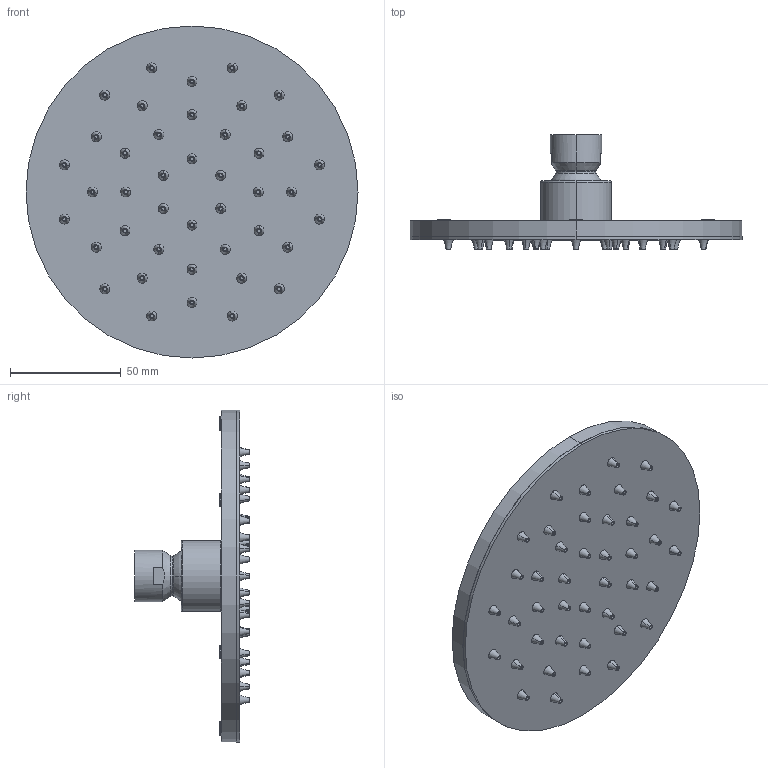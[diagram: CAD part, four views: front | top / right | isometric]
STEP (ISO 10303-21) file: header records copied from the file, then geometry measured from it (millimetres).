
FILE_DESCRIPTION((''),'2;1');
FILE_NAME('ZSOF092CR','2021-11-22T13:35:55',('ut3'),('PAFFONI SpA'),'CREO PARAMETRIC BY PTC INC, 2020044','CREO PARAMETRIC BY PTC INC, 2020044','');
FILE_SCHEMA(('CONFIG_CONTROL_DESIGN','SHAPE_APPEARANCE_LAYERS_GROUPS'));
Length unit declared in the file: millimetre
Products named in the file (1): ZSOF092CR
Bounding box: 150.2 x 51.9 x 150.2 mm (x, y, z)
Volume: 86396.2 mm3; surface area: 85311.1 mm2
Topology: 1 solids, 1 shells, 2117 faces, 4420 edges, 2477 vertices
Faces by surface type: torus 1353, cylinder 402, plane 196, cone 162, sphere 4
Entity records: 72595 total; most frequent: DIRECTION 12358, CARTESIAN_POINT 9442, ORIENTED_EDGE 8840, AXIS2_PLACEMENT_3D 5873, EDGE_CURVE 4420, CIRCLE 3756, VERTEX_POINT 2477, EDGE_LOOP 2373
